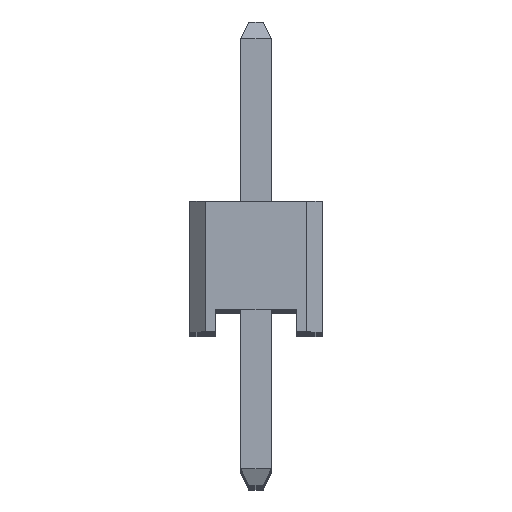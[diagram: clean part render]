
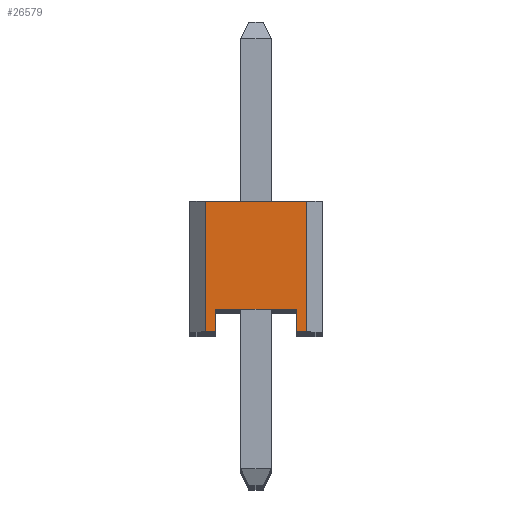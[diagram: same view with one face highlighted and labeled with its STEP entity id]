
A CAD part, top view. The second image highlights one B-rep face of the part: STEP entity #26579.
In plain terms, the highlighted planar face has unit normal (0, 0, 1).
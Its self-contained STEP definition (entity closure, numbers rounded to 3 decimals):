
#320 = EDGE_CURVE ( 'NONE', #11636, #23880, #18096, .T. ) ;
#858 = LINE ( 'NONE', #3095, #6096 ) ;
#1048 = VERTEX_POINT ( 'NONE', #18100 ) ;
#1428 = DIRECTION ( 'NONE',  ( 0., -1., 0. ) ) ;
#2004 = VECTOR ( 'NONE', #2576, 1000. ) ;
#2349 = VECTOR ( 'NONE', #24739, 1000. ) ;
#2576 = DIRECTION ( 'NONE',  ( -1., 0., 0. ) ) ;
#3095 = CARTESIAN_POINT ( 'NONE',  ( 0.3, 0., 48.26 ) ) ;
#3179 = CARTESIAN_POINT ( 'NONE',  ( 0.5, 0., 48.26 ) ) ;
#4547 = LINE ( 'NONE', #21739, #2004 ) ;
#4690 = VERTEX_POINT ( 'NONE', #11447 ) ;
#4722 = ORIENTED_EDGE ( 'NONE', *, *, #14346, .T. ) ;
#5117 = PLANE ( 'NONE',  #17347 ) ;
#5798 = VECTOR ( 'NONE', #7714, 1000. ) ;
#6096 = VECTOR ( 'NONE', #26477, 1000. ) ;
#6382 = EDGE_CURVE ( 'NONE', #11410, #11636, #23224, .T. ) ;
#6703 = VECTOR ( 'NONE', #1428, 1000. ) ;
#6940 = CARTESIAN_POINT ( 'NONE',  ( 2.04, 0., 48.26 ) ) ;
#7376 = CARTESIAN_POINT ( 'NONE',  ( 0.5, 0.44, 48.26 ) ) ;
#7714 = DIRECTION ( 'NONE',  ( 0., -1., 0. ) ) ;
#8783 = ORIENTED_EDGE ( 'NONE', *, *, #20595, .F. ) ;
#9587 = CARTESIAN_POINT ( 'NONE',  ( 0.3, 2.5, 48.26 ) ) ;
#9842 = ORIENTED_EDGE ( 'NONE', *, *, #6382, .F. ) ;
#10095 = EDGE_CURVE ( 'NONE', #11410, #12188, #14139, .T. ) ;
#10215 = ORIENTED_EDGE ( 'NONE', *, *, #320, .F. ) ;
#10363 = DIRECTION ( 'NONE',  ( 0., -1., 0. ) ) ;
#10610 = LINE ( 'NONE', #25468, #23390 ) ;
#11410 = VERTEX_POINT ( 'NONE', #12240 ) ;
#11447 = CARTESIAN_POINT ( 'NONE',  ( 0.5, 0.44, 48.26 ) ) ;
#11636 = VERTEX_POINT ( 'NONE', #20344 ) ;
#11638 = EDGE_LOOP ( 'NONE', ( #16331, #16315, #4722, #10215, #9842, #26623, #11705, #8783 ) ) ;
#11705 = ORIENTED_EDGE ( 'NONE', *, *, #26016, .T. ) ;
#12103 = CARTESIAN_POINT ( 'NONE',  ( 0.3, 0., 48.26 ) ) ;
#12188 = VERTEX_POINT ( 'NONE', #13440 ) ;
#12240 = CARTESIAN_POINT ( 'NONE',  ( 0.3, 2.5, 48.26 ) ) ;
#13440 = CARTESIAN_POINT ( 'NONE',  ( 0.3, 0., 48.26 ) ) ;
#14030 = DIRECTION ( 'NONE',  ( 0., 0., -1. ) ) ;
#14139 = LINE ( 'NONE', #20616, #6703 ) ;
#14346 = EDGE_CURVE ( 'NONE', #20768, #23880, #24853, .T. ) ;
#15263 = VECTOR ( 'NONE', #15925, 1000. ) ;
#15851 = CARTESIAN_POINT ( 'NONE',  ( 2.24, 2.5, 48.26 ) ) ;
#15925 = DIRECTION ( 'NONE',  ( 0., -1., 0. ) ) ;
#16315 = ORIENTED_EDGE ( 'NONE', *, *, #22532, .T. ) ;
#16331 = ORIENTED_EDGE ( 'NONE', *, *, #23322, .F. ) ;
#17036 = VECTOR ( 'NONE', #23365, 1000. ) ;
#17347 = AXIS2_PLACEMENT_3D ( 'NONE', #9587, #14030, #24681 ) ;
#18047 = LINE ( 'NONE', #7376, #15263 ) ;
#18096 = LINE ( 'NONE', #15851, #5798 ) ;
#18100 = CARTESIAN_POINT ( 'NONE',  ( 2.04, 0.44, 48.26 ) ) ;
#19647 = VERTEX_POINT ( 'NONE', #3179 ) ;
#20344 = CARTESIAN_POINT ( 'NONE',  ( 2.24, 2.5, 48.26 ) ) ;
#20595 = EDGE_CURVE ( 'NONE', #4690, #19647, #18047, .T. ) ;
#20616 = CARTESIAN_POINT ( 'NONE',  ( 0.3, 2.5, 48.26 ) ) ;
#20768 = VERTEX_POINT ( 'NONE', #6940 ) ;
#21150 = CARTESIAN_POINT ( 'NONE',  ( 0.3, 2.5, 48.26 ) ) ;
#21228 = CARTESIAN_POINT ( 'NONE',  ( 2.24, 0., 48.26 ) ) ;
#21739 = CARTESIAN_POINT ( 'NONE',  ( 0.5, 0.44, 48.26 ) ) ;
#22532 = EDGE_CURVE ( 'NONE', #1048, #20768, #10610, .T. ) ;
#23224 = LINE ( 'NONE', #21150, #17036 ) ;
#23322 = EDGE_CURVE ( 'NONE', #1048, #4690, #4547, .T. ) ;
#23365 = DIRECTION ( 'NONE',  ( 1., 0., 0. ) ) ;
#23390 = VECTOR ( 'NONE', #10363, 1000. ) ;
#23880 = VERTEX_POINT ( 'NONE', #21228 ) ;
#24389 = FACE_OUTER_BOUND ( 'NONE', #11638, .T. ) ;
#24681 = DIRECTION ( 'NONE',  ( -1., 0., 0. ) ) ;
#24739 = DIRECTION ( 'NONE',  ( 1., 0., 0. ) ) ;
#24853 = LINE ( 'NONE', #12103, #2349 ) ;
#25468 = CARTESIAN_POINT ( 'NONE',  ( 2.04, 0.44, 48.26 ) ) ;
#26016 = EDGE_CURVE ( 'NONE', #12188, #19647, #858, .T. ) ;
#26477 = DIRECTION ( 'NONE',  ( 1., 0., 0. ) ) ;
#26579 = ADVANCED_FACE ( 'NONE', ( #24389 ), #5117, .F. ) ;
#26623 = ORIENTED_EDGE ( 'NONE', *, *, #10095, .T. ) ;
